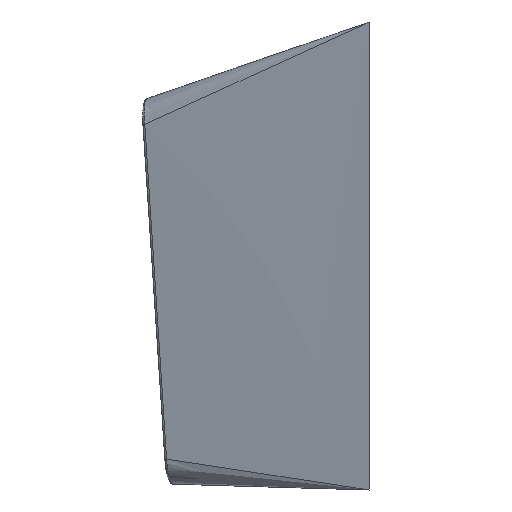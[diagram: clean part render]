
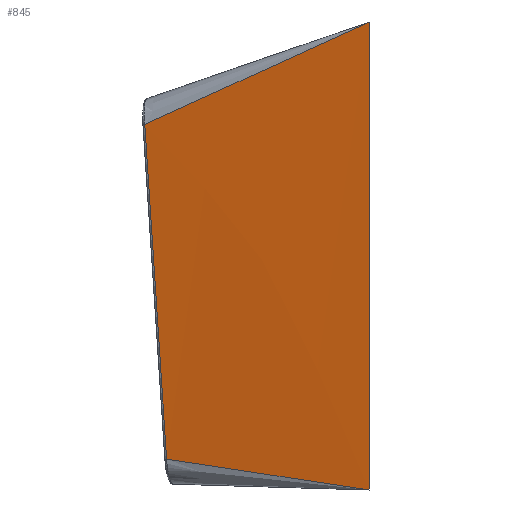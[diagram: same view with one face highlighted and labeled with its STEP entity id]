
A CAD part, left-side view. The second image highlights one B-rep face of the part: STEP entity #845.
In plain terms, the highlighted free-form (B-spline) face has degree [3, 1] with [6, 2] control points.
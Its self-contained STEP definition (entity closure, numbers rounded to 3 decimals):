
#40 = VERTEX_POINT ( 'NONE', #1491 ) ;
#48 = CARTESIAN_POINT ( 'NONE',  ( 2.484, 8.18, 14.268 ) ) ;
#66 = CARTESIAN_POINT ( 'NONE',  ( 2.623, 8.532, 12.451 ) ) ;
#94 = CARTESIAN_POINT ( 'NONE',  ( 0., 0., 18. ) ) ;
#120 = CARTESIAN_POINT ( 'NONE',  ( 2.65, 8.463, 10.061 ) ) ;
#171 = EDGE_LOOP ( 'NONE', ( #782, #1592, #190, #724 ) ) ;
#187 = CARTESIAN_POINT ( 'NONE',  ( 2.455, 8.086, 14.311 ) ) ;
#190 = ORIENTED_EDGE ( 'NONE', *, *, #1196, .T. ) ;
#193 = CARTESIAN_POINT ( 'NONE',  ( 0., 0., 18. ) ) ;
#203 = CARTESIAN_POINT ( 'NONE',  ( 2.623, 8.322, 9.238 ) ) ;
#220 = CARTESIAN_POINT ( 'NONE',  ( 2.408, 7.932, 14.381 ) ) ;
#228 = CARTESIAN_POINT ( 'NONE',  ( 0.879, 2.909, 16.678 ) ) ;
#284 = CARTESIAN_POINT ( 'NONE',  ( 0., 0., 18. ) ) ;
#285 = LINE ( 'NONE', #284, #325 ) ;
#320 = CARTESIAN_POINT ( 'NONE',  ( 1.988, 6.558, 15.011 ) ) ;
#325 = VECTOR ( 'NONE', #1277, 1000. ) ;
#331 = CARTESIAN_POINT ( 'NONE',  ( 2.622, 8.234, 7.896 ) ) ;
#347 = CARTESIAN_POINT ( 'NONE',  ( 0.449, 1.489, 17.324 ) ) ;
#360 = CARTESIAN_POINT ( 'NONE',  ( 2.65, 8.624, 12.518 ) ) ;
#382 = CARTESIAN_POINT ( 'NONE',  ( 2.65, 8.142, 5.146 ) ) ;
#482 = CARTESIAN_POINT ( 'NONE',  ( 1.342, 4.434, 15.982 ) ) ;
#513 = CARTESIAN_POINT ( 'NONE',  ( 2.624, 8.636, 14.058 ) ) ;
#599 = CARTESIAN_POINT ( 'NONE',  ( 2.313, 7.621, 14.524 ) ) ;
#604 = CARTESIAN_POINT ( 'NONE',  ( 2.622, 8.147, 6.554 ) ) ;
#608 = CARTESIAN_POINT ( 'NONE',  ( 2.621, 7.797, 1.188 ) ) ;
#648 = CARTESIAN_POINT ( 'NONE',  ( 1.962, 6.472, 15.051 ) ) ;
#654 = FACE_OUTER_BOUND ( 'NONE', #171, .T. ) ;
#656 = CARTESIAN_POINT ( 'NONE',  ( 2.563, 8.438, 14.149 ) ) ;
#657 = B_SPLINE_CURVE_WITH_KNOTS ( 'NONE', 3,
 ( #193, #347, #228, #1186, #1036, #482, #1505, #1644, #1218, #788, #648, #320, #1458, #802, #1308, #1312, #929, #599, #895, #220, #187, #1344, #48, #1178, #1608, #1251, #656, #971, #513 ),
 .UNSPECIFIED., .F., .F.,
 ( 4, 2, 2, 1, 1, 1, 1, 2, 2, 1, 2, 2, 1, 1, 2, 2, 1, 1, 4 ),
 ( 0., 0.488, 0.503, 0.518, 0.549, 0.609, 0.731, 0.747, 0.762, 0.792, 0.853, 0.884, 0.914, 0.929, 0.937, 0.939, 0.941, 0.945, 0.975 ),
 .UNSPECIFIED. ) ;
#716 = B_SPLINE_SURFACE_WITH_KNOTS ( 'NONE', 3, 1, ( 
 ( #1812, #823 ),
 ( #970, #1806 ),
 ( #1238, #382 ),
 ( #1378, #120 ),
 ( #1116, #360 ),
 ( #94, #1351 ) ),
 .UNSPECIFIED., .F., .F., .F.,
 ( 4, 2, 4 ),
 ( 2, 2 ),
 ( 0., 0.5, 1. ),
 ( 0., 1. ),
 .UNSPECIFIED. ) ;
#724 = ORIENTED_EDGE ( 'NONE', *, *, #901, .F. ) ;
#750 = EDGE_CURVE ( 'NONE', #1272, #1533, #1139, .T. ) ;
#754 = CARTESIAN_POINT ( 'NONE',  ( 2.624, 8.636, 14.058 ) ) ;
#766 = CARTESIAN_POINT ( 'NONE',  ( 2.622, 7.972, 3.871 ) ) ;
#769 = CARTESIAN_POINT ( 'NONE',  ( 2.621, 7.884, 2.53 ) ) ;
#782 = ORIENTED_EDGE ( 'NONE', *, *, #1546, .T. ) ;
#788 = CARTESIAN_POINT ( 'NONE',  ( 1.843, 6.083, 15.229 ) ) ;
#790 = CARTESIAN_POINT ( 'NONE',  ( 1.828, 5.414, 0.833 ) ) ;
#796 = CARTESIAN_POINT ( 'NONE',  ( 0.954, 2.815, 0.437 ) ) ;
#802 = CARTESIAN_POINT ( 'NONE',  ( 2.043, 6.738, 14.929 ) ) ;
#823 = CARTESIAN_POINT ( 'NONE',  ( 2.65, 7.82, 0.232 ) ) ;
#845 = ADVANCED_FACE ( 'NONE', ( #654 ), #716, .T. ) ;
#895 = CARTESIAN_POINT ( 'NONE',  ( 2.367, 7.799, 14.442 ) ) ;
#901 = EDGE_CURVE ( 'NONE', #1034, #40, #285, .T. ) ;
#929 = CARTESIAN_POINT ( 'NONE',  ( 2.286, 7.534, 14.564 ) ) ;
#970 = CARTESIAN_POINT ( 'NONE',  ( 0., 0., 3. ) ) ;
#971 = CARTESIAN_POINT ( 'NONE',  ( 2.602, 8.566, 14.091 ) ) ;
#1034 = VERTEX_POINT ( 'NONE', #1748 ) ;
#1036 = CARTESIAN_POINT ( 'NONE',  ( 1.314, 4.343, 16.023 ) ) ;
#1042 = CARTESIAN_POINT ( 'NONE',  ( 2.623, 8.427, 10.845 ) ) ;
#1116 = CARTESIAN_POINT ( 'NONE',  ( 0., 0., 15. ) ) ;
#1139 = B_SPLINE_CURVE_WITH_KNOTS ( 'NONE', 3,
 ( #754, #66, #1042, #203, #331, #604, #1751, #766, #769, #608 ),
 .UNSPECIFIED., .F., .F.,
 ( 4, 3, 3, 4 ),
 ( 0., 0.005, 0.009, 0.013 ),
 .UNSPECIFIED. ) ;
#1164 = B_SPLINE_CURVE_WITH_KNOTS ( 'NONE', 3,
 ( #1511, #790, #796, #1338 ),
 .UNSPECIFIED., .F., .F.,
 ( 4, 4 ),
 ( 0.012, 1. ),
 .UNSPECIFIED. ) ;
#1178 = CARTESIAN_POINT ( 'NONE',  ( 2.488, 8.192, 14.262 ) ) ;
#1186 = CARTESIAN_POINT ( 'NONE',  ( 1.302, 4.303, 16.042 ) ) ;
#1196 = EDGE_CURVE ( 'NONE', #1533, #40, #1164, .T. ) ;
#1218 = CARTESIAN_POINT ( 'NONE',  ( 1.67, 5.512, 15.489 ) ) ;
#1238 = CARTESIAN_POINT ( 'NONE',  ( 0., 0., 6. ) ) ;
#1251 = CARTESIAN_POINT ( 'NONE',  ( 2.504, 8.246, 14.237 ) ) ;
#1272 = VERTEX_POINT ( 'NONE', #1547 ) ;
#1277 = DIRECTION ( 'NONE',  ( 0., 0., -1. ) ) ;
#1308 = CARTESIAN_POINT ( 'NONE',  ( 2.125, 7.005, 14.806 ) ) ;
#1312 = CARTESIAN_POINT ( 'NONE',  ( 2.206, 7.27, 14.685 ) ) ;
#1338 = CARTESIAN_POINT ( 'NONE',  ( 0., 0., 0. ) ) ;
#1344 = CARTESIAN_POINT ( 'NONE',  ( 2.475, 8.152, 14.28 ) ) ;
#1351 = CARTESIAN_POINT ( 'NONE',  ( 2.65, 8.785, 14.975 ) ) ;
#1353 = CARTESIAN_POINT ( 'NONE',  ( 2.621, 7.797, 1.188 ) ) ;
#1378 = CARTESIAN_POINT ( 'NONE',  ( 0., 0., 12. ) ) ;
#1458 = CARTESIAN_POINT ( 'NONE',  ( 2.002, 6.603, 14.99 ) ) ;
#1491 = CARTESIAN_POINT ( 'NONE',  ( 0., 0., 0. ) ) ;
#1505 = CARTESIAN_POINT ( 'NONE',  ( 1.383, 4.57, 15.92 ) ) ;
#1511 = CARTESIAN_POINT ( 'NONE',  ( 2.621, 7.797, 1.188 ) ) ;
#1533 = VERTEX_POINT ( 'NONE', #1353 ) ;
#1546 = EDGE_CURVE ( 'NONE', #1034, #1272, #657, .T. ) ;
#1547 = CARTESIAN_POINT ( 'NONE',  ( 2.624, 8.636, 14.058 ) ) ;
#1592 = ORIENTED_EDGE ( 'NONE', *, *, #750, .T. ) ;
#1608 = CARTESIAN_POINT ( 'NONE',  ( 2.494, 8.214, 14.252 ) ) ;
#1644 = CARTESIAN_POINT ( 'NONE',  ( 1.479, 4.886, 15.775 ) ) ;
#1748 = CARTESIAN_POINT ( 'NONE',  ( 0., 0., 18. ) ) ;
#1751 = CARTESIAN_POINT ( 'NONE',  ( 2.622, 8.059, 5.213 ) ) ;
#1806 = CARTESIAN_POINT ( 'NONE',  ( 2.65, 7.981, 2.689 ) ) ;
#1812 = CARTESIAN_POINT ( 'NONE',  ( 0., 0., 0. ) ) ;
